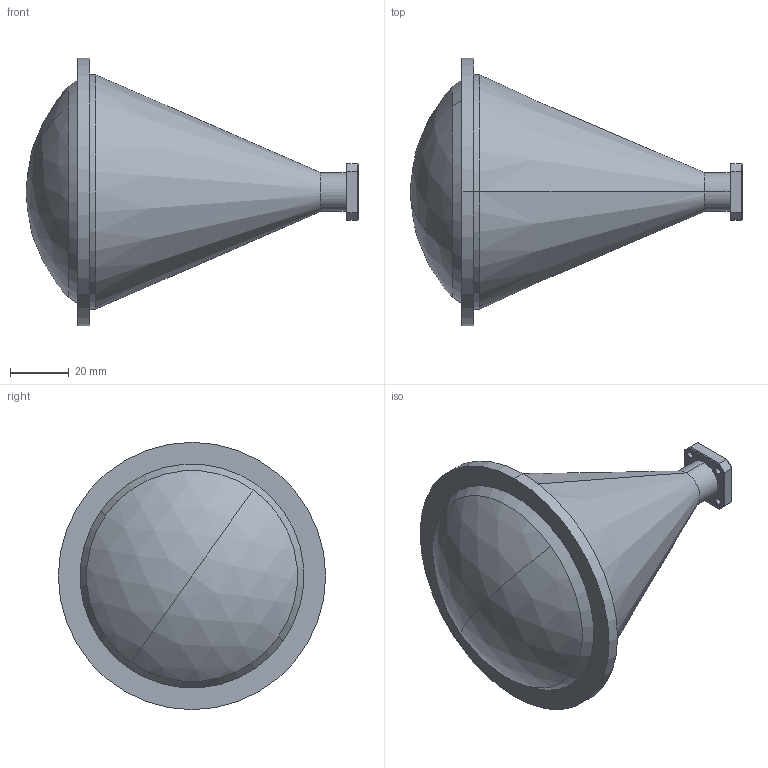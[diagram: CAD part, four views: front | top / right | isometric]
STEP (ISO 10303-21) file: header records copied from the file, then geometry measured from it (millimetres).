
FILE_DESCRIPTION (( 'STEP AP203' ), '1' );
FILE_NAME ('AQ-CA-3.0-C250.STEP', '2022-03-09T00:39:44', ( '' ), ( '' ), 'SwSTEP 2.0', 'SolidWorks 2021', '' );
FILE_SCHEMA (( 'CONFIG_CONTROL_DESIGN' ));
Length unit declared in the file: millimetre
Products named in the file (1): AQ-CA-3.0-C250
Bounding box: 112.93 x 90.93 x 90.93 mm (x, y, z)
Volume: 234772.5 mm3; surface area: 25975.3 mm2
Topology: 1 solids, 2 shells, 59 faces, 134 edges, 83 vertices
Faces by surface type: plane 31, cylinder 20, cone 4, sphere 4
Entity records: 1745 total; most frequent: DIRECTION 308, CARTESIAN_POINT 277, ORIENTED_EDGE 268, EDGE_CURVE 134, AXIS2_PLACEMENT_3D 114, VERTEX_POINT 83, LINE 80, VECTOR 80
